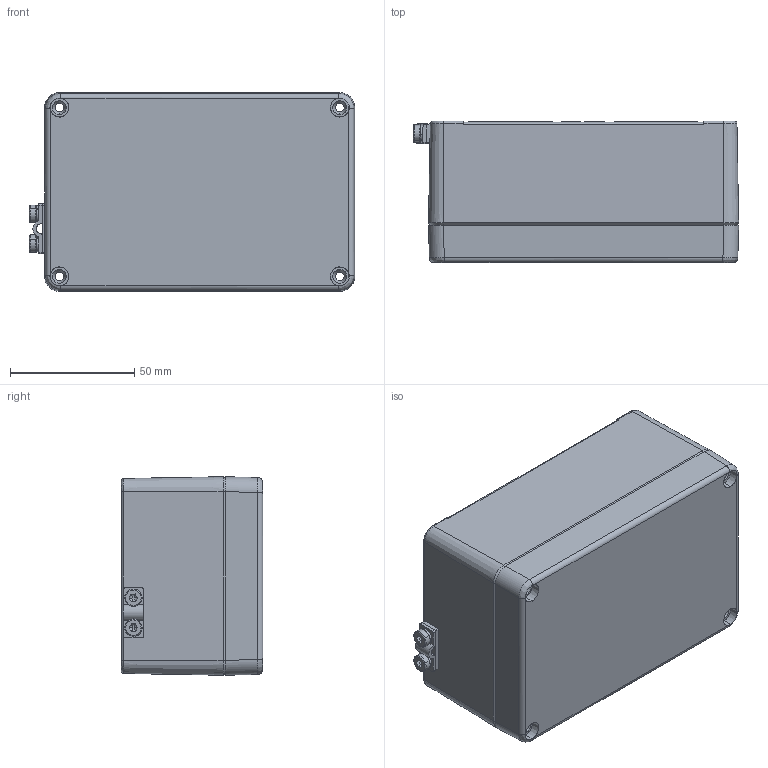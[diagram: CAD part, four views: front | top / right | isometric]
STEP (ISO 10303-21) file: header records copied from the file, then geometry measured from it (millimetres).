
FILE_DESCRIPTION(('FreeCAD Model'),'2;1');
FILE_NAME('GBAEX001258057.step', '2026-03-27T11:40:54',('Author'),(''), 'Open CASCADE STEP processor 7.3','FreeCAD','Unknown');
FILE_SCHEMA(('AUTOMOTIVE_DESIGN { 1 0 10303 214 1 1 1 1 }'));
Length unit declared in the file: millimetre
Products named in the file (4): GBAEX001258057; ALU_BASE_1258057; ALU_LID_1258057; M4_DOUBLE_EARTHING
Assembly tree (3 placements, depth 2):
  GBAEX001258057
    ALU_BASE_1258057
    ALU_LID_1258057
    M4_DOUBLE_EARTHING
Bounding box: 131.12 x 57 x 80 mm (x, y, z)
Volume: 154890.9 mm3; surface area: 90007.4 mm2
Topology: 2 solids, 11 shells, 978 faces, 3394 edges, 5108 vertices
Faces by surface type: plane 368, cylinder 246, bspline 231, cone 125, torus 8
Entity records: 60078 total; most frequent: CARTESIAN_POINT 31877, ORIENTED_EDGE 4958, DIRECTION 4429, EDGE_CURVE 2512, LINE 1691, VECTOR 1691, VERTEX_POINT 1620, AXIS2_PLACEMENT_3D 1369
